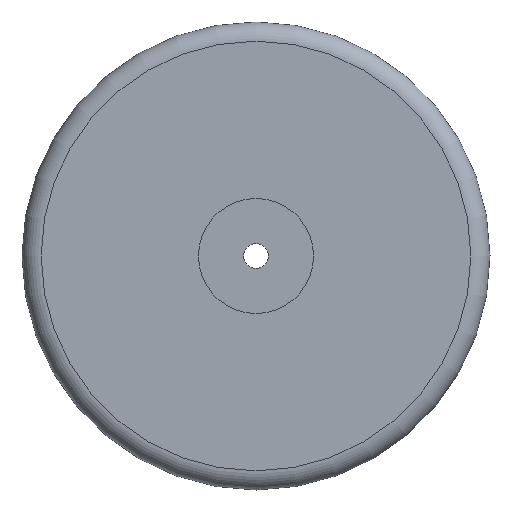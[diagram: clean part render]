
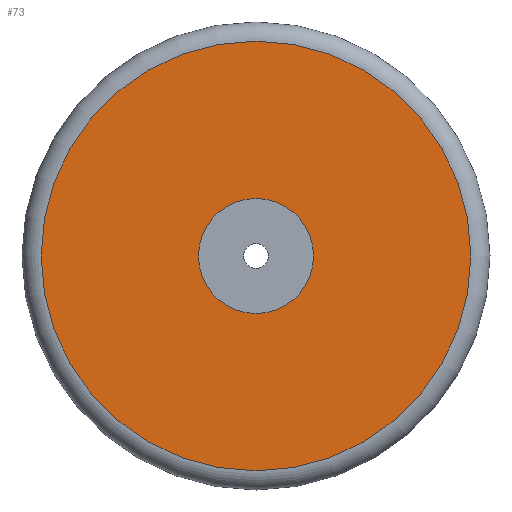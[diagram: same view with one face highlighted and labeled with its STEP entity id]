
A CAD part, left-side view. The second image highlights one B-rep face of the part: STEP entity #73.
In plain terms, the highlighted planar face has unit normal (-1, 0, 0).
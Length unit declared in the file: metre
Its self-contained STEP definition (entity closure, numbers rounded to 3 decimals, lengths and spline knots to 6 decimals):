
#73 = ADVANCED_FACE( '', ( #155, #156 ), #157, .T. );
#155 = FACE_OUTER_BOUND( '', #246, .T. );
#156 = FACE_BOUND( '', #247, .T. );
#157 = PLANE( '', #248 );
#246 = EDGE_LOOP( '', ( #366 ) );
#247 = EDGE_LOOP( '', ( #367 ) );
#248 = AXIS2_PLACEMENT_3D( '', #368, #369, #370 );
#366 = ORIENTED_EDGE( '', *, *, #448, .F. );
#367 = ORIENTED_EDGE( '', *, *, #479, .F. );
#368 = CARTESIAN_POINT( '', ( 0., 0., 0.028 ) );
#369 = DIRECTION( '', ( -1., 0., 0. ) );
#370 = DIRECTION( '', ( 0., -1., 0. ) );
#448 = EDGE_CURVE( '', #509, #509, #510, .T. );
#479 = EDGE_CURVE( '', #556, #556, #557, .T. );
#509 = VERTEX_POINT( '', #591 );
#510 = CIRCLE( '', #592, 0.028 );
#556 = VERTEX_POINT( '', #680 );
#557 = CIRCLE( '', #681, 0.0075 );
#591 = CARTESIAN_POINT( '', ( 0., 0.028, 0. ) );
#592 = AXIS2_PLACEMENT_3D( '', #720, #721, #722 );
#680 = CARTESIAN_POINT( '', ( 0., 0., -0.0075 ) );
#681 = AXIS2_PLACEMENT_3D( '', #761, #762, #763 );
#720 = CARTESIAN_POINT( '', ( 0., 0., 0. ) );
#721 = DIRECTION( '', ( 1., 0., 0. ) );
#722 = DIRECTION( '', ( 0., 1., 0. ) );
#761 = CARTESIAN_POINT( '', ( 0., 0., 0. ) );
#762 = DIRECTION( '', ( -1., 0., 0. ) );
#763 = DIRECTION( '', ( 0., 0., -1. ) );
